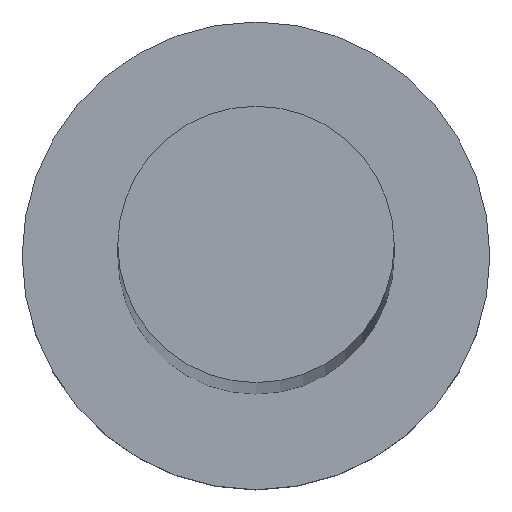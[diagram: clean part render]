
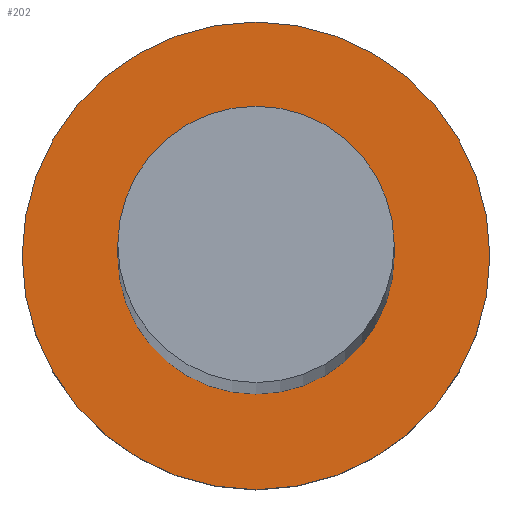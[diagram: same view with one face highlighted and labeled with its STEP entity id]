
A CAD part, top view. The second image highlights one B-rep face of the part: STEP entity #202.
In plain terms, the highlighted planar face has unit normal (0, 0, 1).
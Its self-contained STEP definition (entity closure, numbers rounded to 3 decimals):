
#7 = AXIS2_PLACEMENT_3D ( 'NONE', #190, #219, #62 ) ;
#16 = ORIENTED_EDGE ( 'NONE', *, *, #110, .T. ) ;
#24 = AXIS2_PLACEMENT_3D ( 'NONE', #198, #27, #214 ) ;
#26 = DIRECTION ( 'NONE',  ( 1., 0., 0. ) ) ;
#27 = DIRECTION ( 'NONE',  ( 0., 0., 1. ) ) ;
#35 = CIRCLE ( 'NONE', #24, 11. ) ;
#40 = ORIENTED_EDGE ( 'NONE', *, *, #151, .F. ) ;
#42 = CARTESIAN_POINT ( 'NONE',  ( 0., 0., 7. ) ) ;
#47 = DIRECTION ( 'NONE',  ( 0., 0., 1. ) ) ;
#59 = DIRECTION ( 'NONE',  ( 0., 0., 1. ) ) ;
#62 = DIRECTION ( 'NONE',  ( 1., 0., 0. ) ) ;
#67 = PLANE ( 'NONE',  #206 ) ;
#70 = EDGE_CURVE ( 'NONE', #136, #109, #236, .T. ) ;
#77 = AXIS2_PLACEMENT_3D ( 'NONE', #204, #123, #144 ) ;
#78 = CIRCLE ( 'NONE', #77, 6.5 ) ;
#82 = FACE_BOUND ( 'NONE', #129, .T. ) ;
#100 = VERTEX_POINT ( 'NONE', #169 ) ;
#109 = VERTEX_POINT ( 'NONE', #250 ) ;
#110 = EDGE_CURVE ( 'NONE', #230, #100, #35, .T. ) ;
#112 = ORIENTED_EDGE ( 'NONE', *, *, #70, .F. ) ;
#116 = CARTESIAN_POINT ( 'NONE',  ( 0., 0., 7. ) ) ;
#123 = DIRECTION ( 'NONE',  ( 0., 0., 1. ) ) ;
#125 = EDGE_CURVE ( 'NONE', #100, #230, #193, .T. ) ;
#126 = AXIS2_PLACEMENT_3D ( 'NONE', #42, #59, #211 ) ;
#129 = EDGE_LOOP ( 'NONE', ( #40, #112 ) ) ;
#136 = VERTEX_POINT ( 'NONE', #164 ) ;
#144 = DIRECTION ( 'NONE',  ( 1., 0., 0. ) ) ;
#151 = EDGE_CURVE ( 'NONE', #109, #136, #78, .T. ) ;
#164 = CARTESIAN_POINT ( 'NONE',  ( 6.5, 0., 7. ) ) ;
#169 = CARTESIAN_POINT ( 'NONE',  ( 11., 0., 7. ) ) ;
#184 = CARTESIAN_POINT ( 'NONE',  ( -11., 0., 7. ) ) ;
#189 = EDGE_LOOP ( 'NONE', ( #16, #255 ) ) ;
#190 = CARTESIAN_POINT ( 'NONE',  ( 0., 0., 7. ) ) ;
#193 = CIRCLE ( 'NONE', #7, 11. ) ;
#198 = CARTESIAN_POINT ( 'NONE',  ( 0., 0., 7. ) ) ;
#202 = ADVANCED_FACE ( 'NONE', ( #82, #237 ), #67, .T. ) ;
#204 = CARTESIAN_POINT ( 'NONE',  ( 0., 0., 7. ) ) ;
#206 = AXIS2_PLACEMENT_3D ( 'NONE', #116, #47, #26 ) ;
#211 = DIRECTION ( 'NONE',  ( 1., 0., 0. ) ) ;
#214 = DIRECTION ( 'NONE',  ( 1., 0., 0. ) ) ;
#219 = DIRECTION ( 'NONE',  ( 0., 0., 1. ) ) ;
#230 = VERTEX_POINT ( 'NONE', #184 ) ;
#236 = CIRCLE ( 'NONE', #126, 6.5 ) ;
#237 = FACE_OUTER_BOUND ( 'NONE', #189, .T. ) ;
#250 = CARTESIAN_POINT ( 'NONE',  ( -6.5, 0., 7. ) ) ;
#255 = ORIENTED_EDGE ( 'NONE', *, *, #125, .T. ) ;
